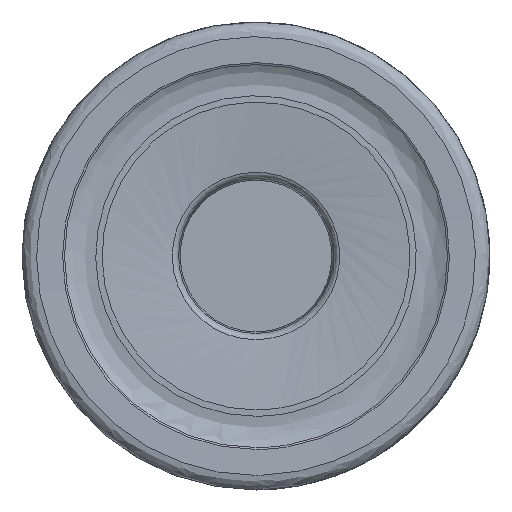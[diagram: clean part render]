
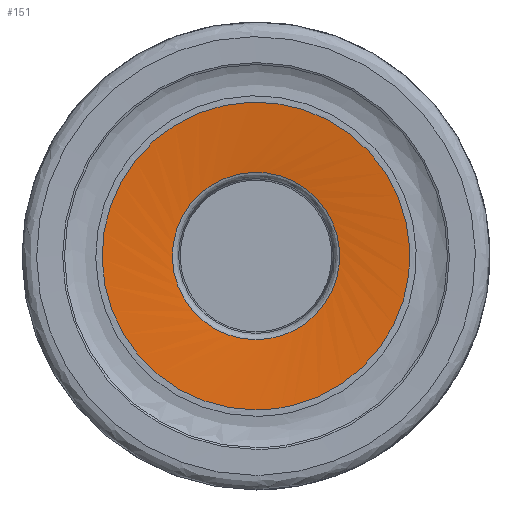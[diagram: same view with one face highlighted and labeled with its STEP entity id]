
A CAD part, left-side view. The second image highlights one B-rep face of the part: STEP entity #151.
In plain terms, the highlighted face is a revolution surface.
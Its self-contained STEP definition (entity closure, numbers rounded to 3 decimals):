
#41=B_SPLINE_CURVE_WITH_KNOTS('',3,(#899,#900,#901,#902,#903,#904,#905,
#906,#907,#908),.UNSPECIFIED.,.F.,.F.,(4,2,2,2,4),(0.,0.25,0.5,0.75,1.),
 .UNSPECIFIED.);
#81=SURFACE_OF_REVOLUTION('',#41,#102);
#102=AXIS1_PLACEMENT('',#909,#626);
#151=ADVANCED_FACE('',(#219,#220),#81,.T.);
#219=FACE_BOUND('',#287,.T.);
#220=FACE_BOUND('',#288,.T.);
#287=EDGE_LOOP('',(#355));
#288=EDGE_LOOP('',(#356));
#355=ORIENTED_EDGE('',*,*,#429,.F.);
#356=ORIENTED_EDGE('',*,*,#428,.T.);
#394=VERTEX_POINT('',#882);
#395=VERTEX_POINT('',#898);
#428=EDGE_CURVE('',#394,#394,#462,.T.);
#429=EDGE_CURVE('',#395,#395,#463,.T.);
#462=CIRCLE('',#511,4.469);
#463=CIRCLE('',#512,8.221);
#511=AXIS2_PLACEMENT_3D('',#881,#621,#622);
#512=AXIS2_PLACEMENT_3D('',#897,#624,#625);
#621=DIRECTION('',(1.,0.,0.));
#622=DIRECTION('',(0.,0.,-1.));
#624=DIRECTION('',(1.,0.,0.));
#625=DIRECTION('',(0.,0.,-1.));
#626=DIRECTION('',(1.,0.,0.));
#881=CARTESIAN_POINT('',(0.761,0.,0.));
#882=CARTESIAN_POINT('',(0.761,0.,-4.469));
#897=CARTESIAN_POINT('',(0.408,0.,0.));
#898=CARTESIAN_POINT('',(0.408,0.,-8.221));
#899=CARTESIAN_POINT('',(0.761,-3.89,2.201));
#900=CARTESIAN_POINT('',(0.726,-4.244,2.116));
#901=CARTESIAN_POINT('',(0.699,-4.598,2.03));
#902=CARTESIAN_POINT('',(0.644,-5.306,1.859));
#903=CARTESIAN_POINT('',(0.618,-5.66,1.773));
#904=CARTESIAN_POINT('',(0.556,-6.368,1.602));
#905=CARTESIAN_POINT('',(0.523,-6.721,1.517));
#906=CARTESIAN_POINT('',(0.464,-7.429,1.345));
#907=CARTESIAN_POINT('',(0.439,-7.783,1.259));
#908=CARTESIAN_POINT('',(0.408,-8.137,1.174));
#909=CARTESIAN_POINT('',(0.,0.,0.));
